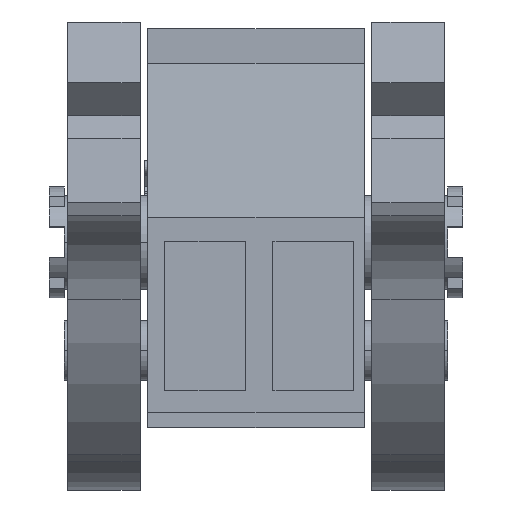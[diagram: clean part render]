
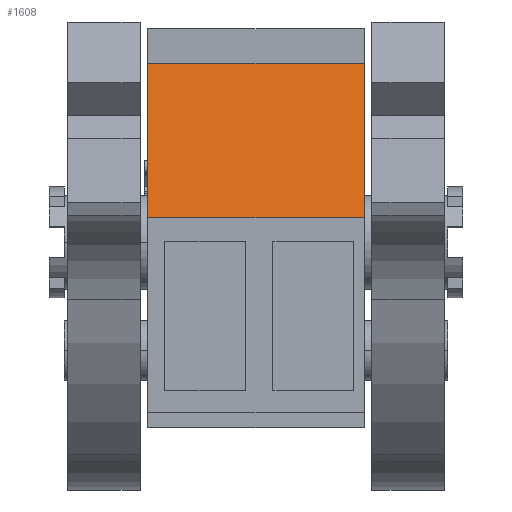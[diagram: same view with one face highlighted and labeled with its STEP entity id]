
A CAD part, top view. The second image highlights one B-rep face of the part: STEP entity #1608.
In plain terms, the highlighted planar face has unit normal (0, 0.205, 0.979).
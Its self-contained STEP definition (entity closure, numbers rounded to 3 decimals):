
#1588=AXIS2_PLACEMENT_3D('Plane Axis2P3D',#1585,#1586,#1587) ;
#112=CARTESIAN_POINT('Vertex',(3.2,8.802,18.1)) ;
#115=CARTESIAN_POINT('Line Origine',(3.2,11.31,17.575)) ;
#119=CARTESIAN_POINT('Vertex',(3.2,13.818,17.05)) ;
#1570=CARTESIAN_POINT('Vertex',(10.2,8.802,18.1)) ;
#1573=CARTESIAN_POINT('Line Origine',(6.7,8.802,18.1)) ;
#1585=CARTESIAN_POINT('Axis2P3D Location',(3.2,8.802,18.1)) ;
#1590=CARTESIAN_POINT('Line Origine',(10.2,11.31,17.575)) ;
#1594=CARTESIAN_POINT('Vertex',(10.2,13.818,17.05)) ;
#1597=CARTESIAN_POINT('Line Origine',(6.7,13.818,17.05)) ;
#116=DIRECTION('Vector Direction',(0.,0.979,-0.205)) ;
#1574=DIRECTION('Vector Direction',(1.,0.,0.)) ;
#1586=DIRECTION('Axis2P3D Direction',(0.,-0.205,-0.979)) ;
#1587=DIRECTION('Axis2P3D XDirection',(0.,0.979,-0.205)) ;
#1591=DIRECTION('Vector Direction',(0.,0.979,-0.205)) ;
#1598=DIRECTION('Vector Direction',(1.,0.,0.)) ;
#117=VECTOR('Line Direction',#116,1.) ;
#1575=VECTOR('Line Direction',#1574,1.) ;
#1592=VECTOR('Line Direction',#1591,1.) ;
#1599=VECTOR('Line Direction',#1598,1.) ;
#1603=ORIENTED_EDGE('',*,*,#1596,.T.) ;
#1604=ORIENTED_EDGE('',*,*,#1601,.F.) ;
#1605=ORIENTED_EDGE('',*,*,#121,.F.) ;
#1606=ORIENTED_EDGE('',*,*,#1577,.T.) ;
#1608=ADVANCED_FACE('HOUSING',(#1607),#1589,.F.) ;
#121=EDGE_CURVE('',#113,#120,#118,.T.) ;
#1577=EDGE_CURVE('',#113,#1571,#1576,.T.) ;
#1596=EDGE_CURVE('',#1571,#1595,#1593,.T.) ;
#1601=EDGE_CURVE('',#120,#1595,#1600,.T.) ;
#1602=EDGE_LOOP('',(#1603,#1604,#1605,#1606)) ;
#1607=FACE_OUTER_BOUND('',#1602,.T.) ;
#118=LINE('Line',#115,#117) ;
#1576=LINE('Line',#1573,#1575) ;
#1593=LINE('Line',#1590,#1592) ;
#1600=LINE('Line',#1597,#1599) ;
#1589=PLANE('',#1588) ;
#113=VERTEX_POINT('',#112) ;
#120=VERTEX_POINT('',#119) ;
#1571=VERTEX_POINT('',#1570) ;
#1595=VERTEX_POINT('',#1594) ;
